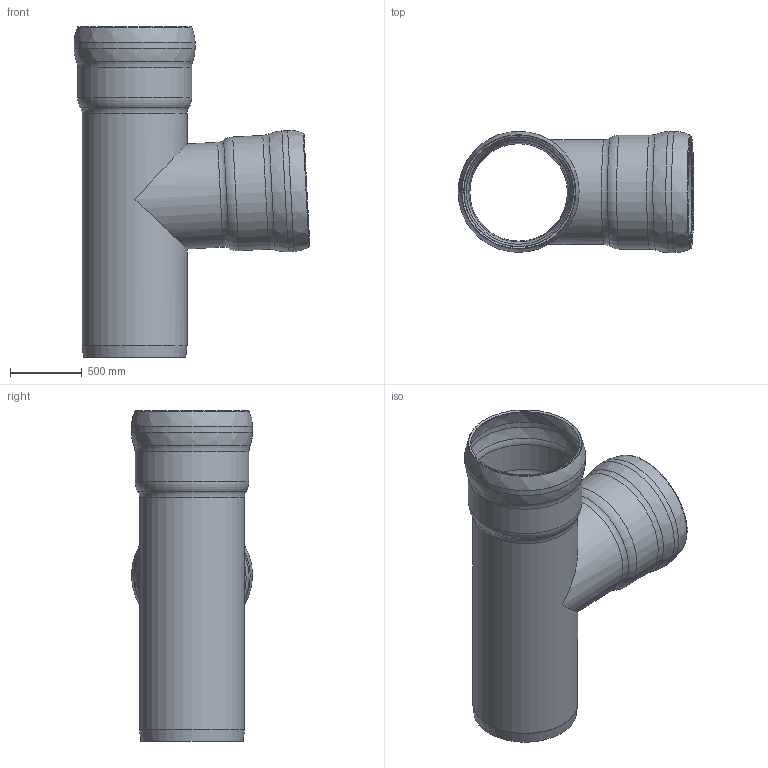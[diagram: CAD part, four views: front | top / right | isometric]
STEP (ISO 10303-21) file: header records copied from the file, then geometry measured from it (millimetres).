
FILE_DESCRIPTION(/* description */ (''),/* implementation_level */ '2;1');
FILE_NAME(/* name */ '00200.CC0N_3D.stp',/* time_stamp */ '2024-12-11T11:52:05+01:00',/* author */ ('CAD'),/* organization */ (''),/* preprocessor_version */ 'ST-DEVELOPER v20',/* originating_system */ 'AutoCAD Mechanical',/* authorisation */ '');
FILE_SCHEMA (('AUTOMOTIVE_DESIGN { 1 0 10303 214 3 1 1 }'));
Length unit declared in the file: centimetre
Products named in the file (2): Product; *S1
Assembly tree (1 placements, depth 2):
  Product
    *S1
Bounding box: 1640 x 842 x 2300 mm (x, y, z)
Volume: 114350641.5 mm3; surface area: 14507913.6 mm2
Topology: 2 solids, 2 shells, 47 faces, 126 edges, 79 vertices
Faces by surface type: torus 14, cylinder 12, cone 9, bspline 8, plane 4
Full cylindrical faces by diameter (mm): 698 x2, 730 x2, 760 x2, 792 x2, 810 x2, 842 x2
Entity records: 1755 total; most frequent: CARTESIAN_POINT 463, DIRECTION 307, ORIENTED_EDGE 248, AXIS2_PLACEMENT_3D 139, EDGE_CURVE 124, CIRCLE 89, VERTEX_POINT 75, FACE_OUTER_BOUND 47
